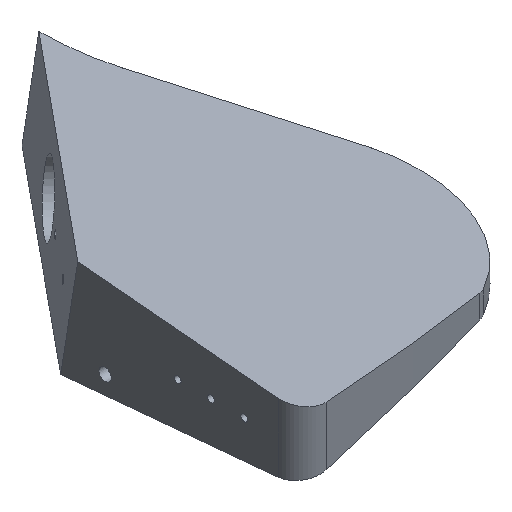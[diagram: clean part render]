
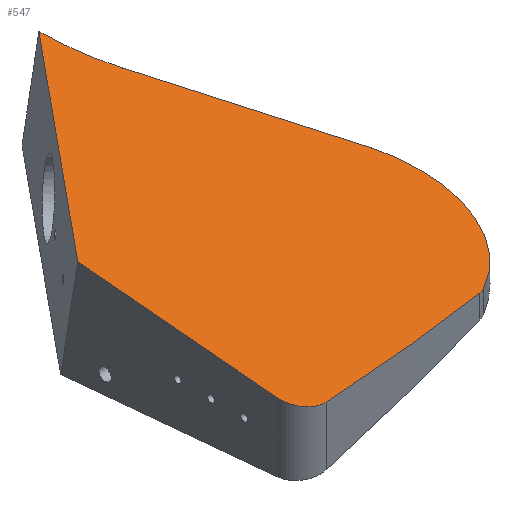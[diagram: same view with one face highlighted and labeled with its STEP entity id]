
A CAD part, isometric view. The second image highlights one B-rep face of the part: STEP entity #547.
In plain terms, the highlighted planar face has unit normal (0.109, -0.09, 0.99).
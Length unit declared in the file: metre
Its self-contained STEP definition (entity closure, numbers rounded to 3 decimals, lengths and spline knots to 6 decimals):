
#14=B_SPLINE_CURVE_WITH_KNOTS('',3,(#938,#939,#940,#941,#942),
 .UNSPECIFIED.,.F.,.F.,(4,1,4),(0.448754,0.492393,0.536031),
 .UNSPECIFIED.);
#22=PLANE('',#616);
#61=LINE('',#913,#90);
#68=LINE('',#960,#97);
#69=LINE('',#962,#98);
#90=VECTOR('',#726,1.);
#97=VECTOR('',#755,1.);
#98=VECTOR('',#756,1.);
#171=ORIENTED_EDGE('',*,*,#300,.F.);
#172=ORIENTED_EDGE('',*,*,#301,.T.);
#173=ORIENTED_EDGE('',*,*,#302,.T.);
#174=ORIENTED_EDGE('',*,*,#297,.T.);
#175=ORIENTED_EDGE('',*,*,#294,.F.);
#176=ORIENTED_EDGE('',*,*,#291,.T.);
#177=ORIENTED_EDGE('',*,*,#288,.T.);
#178=ORIENTED_EDGE('',*,*,#285,.F.);
#285=EDGE_CURVE('',#346,#348,#61,.T.);
#288=EDGE_CURVE('',#350,#348,#384,.T.);
#291=EDGE_CURVE('',#352,#350,#386,.T.);
#294=EDGE_CURVE('',#352,#354,#14,.T.);
#297=EDGE_CURVE('',#356,#354,#388,.T.);
#300=EDGE_CURVE('',#358,#346,#390,.T.);
#301=EDGE_CURVE('',#358,#359,#68,.T.);
#302=EDGE_CURVE('',#359,#356,#69,.T.);
#346=VERTEX_POINT('',#911);
#348=VERTEX_POINT('',#914);
#350=VERTEX_POINT('',#920);
#352=VERTEX_POINT('',#926);
#354=VERTEX_POINT('',#943);
#356=VERTEX_POINT('',#953);
#358=VERTEX_POINT('',#959);
#359=VERTEX_POINT('',#961);
#384=ELLIPSE('',#608,0.061492,0.060873);
#386=ELLIPSE('',#611,0.010102,0.01);
#388=ELLIPSE('',#614,0.010102,0.01);
#390=ELLIPSE('',#617,0.092003,0.091077);
#420=EDGE_LOOP('',(#171,#172,#173,#174,#175,#176,#177,#178));
#478=FACE_BOUND('',#420,.T.);
#547=ADVANCED_FACE('',(#478),#22,.T.);
#608=AXIS2_PLACEMENT_3D('',#919,#731,#732);
#611=AXIS2_PLACEMENT_3D('',#925,#738,#739);
#614=AXIS2_PLACEMENT_3D('',#952,#746,#747);
#616=AXIS2_PLACEMENT_3D('',#957,#751,#752);
#617=AXIS2_PLACEMENT_3D('',#958,#753,#754);
#726=DIRECTION('',(0.421,-0.898,-0.128));
#731=DIRECTION('',(0.109,-0.09,0.99));
#732=DIRECTION('',(0.765,-0.629,-0.142));
#738=DIRECTION('',(0.109,-0.09,0.99));
#739=DIRECTION('',(0.765,-0.629,-0.142));
#746=DIRECTION('',(0.109,-0.09,0.99));
#747=DIRECTION('',(0.765,-0.629,-0.142));
#751=DIRECTION('',(0.109,-0.09,0.99));
#752=DIRECTION('',(0.994,0.,-0.11));
#753=DIRECTION('',(0.109,-0.09,0.99));
#754=DIRECTION('',(0.765,-0.629,-0.142));
#755=DIRECTION('',(-0.635,-0.772,0.));
#756=DIRECTION('',(0.,-0.996,-0.09));
#911=CARTESIAN_POINT('',(0.69891,-0.167694,0.043768));
#913=CARTESIAN_POINT('',(0.733047,-0.240546,0.033384));
#914=CARTESIAN_POINT('',(0.734879,-0.244455,0.032827));
#919=CARTESIAN_POINT('',(0.678737,-0.267986,0.036891));
#920=CARTESIAN_POINT('',(0.709071,-0.320763,0.028749));
#925=CARTESIAN_POINT('',(0.704088,-0.312093,0.030086));
#926=CARTESIAN_POINT('',(0.706373,-0.321828,0.02895));
#938=CARTESIAN_POINT('',(0.706373,-0.321828,0.02895));
#939=CARTESIAN_POINT('',(0.692264,-0.32514,0.030208));
#940=CARTESIAN_POINT('',(0.663879,-0.330803,0.032828));
#941=CARTESIAN_POINT('',(0.635335,-0.335563,0.035549));
#942=CARTESIAN_POINT('',(0.621035,-0.337785,0.036926));
#943=CARTESIAN_POINT('',(0.621035,-0.337785,0.036926));
#952=CARTESIAN_POINT('',(0.6195,-0.327904,0.037993));
#953=CARTESIAN_POINT('',(0.6095,-0.327904,0.039098));
#957=CARTESIAN_POINT('',(0.550223,-0.237,0.053898));
#958=CARTESIAN_POINT('',(0.781382,-0.12905,0.038168));
#959=CARTESIAN_POINT('',(0.690761,-0.138149,0.047351));
#960=CARTESIAN_POINT('',(0.585596,-0.266079,0.047351));
#961=CARTESIAN_POINT('',(0.6095,-0.237,0.047351));
#962=CARTESIAN_POINT('',(0.6095,-0.23641,0.047404));
